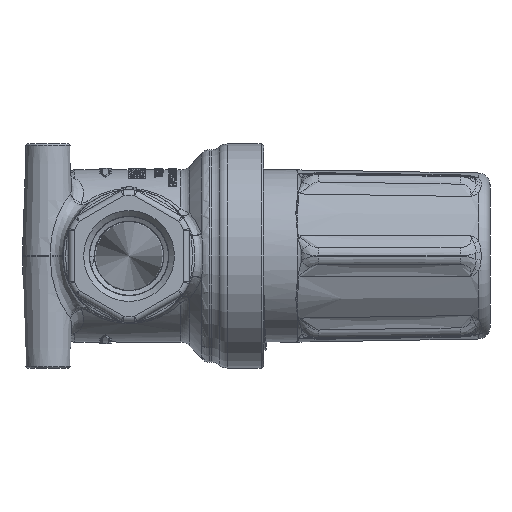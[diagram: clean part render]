
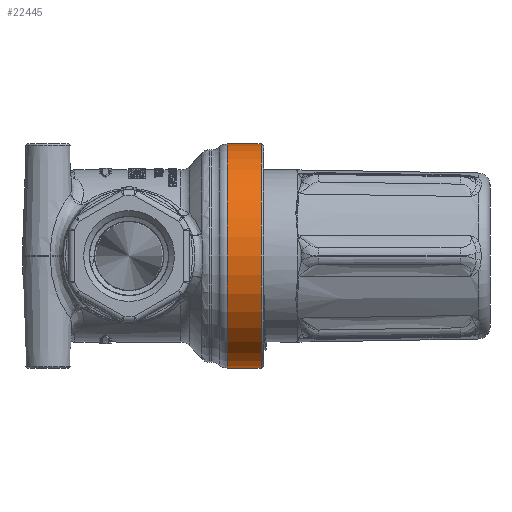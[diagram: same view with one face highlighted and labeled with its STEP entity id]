
A CAD part, left-side view. The second image highlights one B-rep face of the part: STEP entity #22445.
In plain terms, the highlighted cylindrical face has radius 30.099 mm (diameter 60.198 mm), a full revolution.
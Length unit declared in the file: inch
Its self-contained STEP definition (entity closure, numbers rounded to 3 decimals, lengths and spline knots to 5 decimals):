
#1490=CIRCLE('',#23963,1.185);
#1491=CIRCLE('',#23964,1.185);
#1492=CIRCLE('',#23965,1.185);
#1493=CIRCLE('',#23967,1.185);
#1494=CIRCLE('',#23968,1.185);
#1495=CIRCLE('',#23969,1.185);
#2366=CYLINDRICAL_SURFACE('',#23966,1.185);
#2571=FACE_OUTER_BOUND('',#3944,.T.);
#3944=EDGE_LOOP('',(#15345,#15346,#15347,#15348,#15349,#15350,#15351,#15352));
#6607=LINE('',#35362,#7964);
#7964=VECTOR('',#25985,1.185);
#9388=VERTEX_POINT('',#35353);
#9389=VERTEX_POINT('',#35355);
#9390=VERTEX_POINT('',#35357);
#9391=VERTEX_POINT('',#35361);
#9392=VERTEX_POINT('',#35363);
#9393=VERTEX_POINT('',#35365);
#11724=EDGE_CURVE('',#9388,#9389,#1490,.T.);
#11725=EDGE_CURVE('',#9389,#9390,#1491,.T.);
#11726=EDGE_CURVE('',#9390,#9388,#1492,.T.);
#11727=EDGE_CURVE('',#9390,#9391,#6607,.T.);
#11728=EDGE_CURVE('',#9392,#9391,#1493,.T.);
#11729=EDGE_CURVE('',#9393,#9392,#1494,.T.);
#11730=EDGE_CURVE('',#9391,#9393,#1495,.T.);
#15345=ORIENTED_EDGE('',*,*,#11725,.F.);
#15346=ORIENTED_EDGE('',*,*,#11724,.F.);
#15347=ORIENTED_EDGE('',*,*,#11726,.F.);
#15348=ORIENTED_EDGE('',*,*,#11727,.T.);
#15349=ORIENTED_EDGE('',*,*,#11728,.F.);
#15350=ORIENTED_EDGE('',*,*,#11729,.F.);
#15351=ORIENTED_EDGE('',*,*,#11730,.F.);
#15352=ORIENTED_EDGE('',*,*,#11727,.F.);
#22445=ADVANCED_FACE('',(#2571),#2366,.T.);
#23963=AXIS2_PLACEMENT_3D('',#35356,#25977,#25978);
#23964=AXIS2_PLACEMENT_3D('',#35358,#25979,#25980);
#23965=AXIS2_PLACEMENT_3D('',#35359,#25981,#25982);
#23966=AXIS2_PLACEMENT_3D('',#35360,#25983,#25984);
#23967=AXIS2_PLACEMENT_3D('',#35364,#25986,#25987);
#23968=AXIS2_PLACEMENT_3D('',#35366,#25988,#25989);
#23969=AXIS2_PLACEMENT_3D('',#35367,#25990,#25991);
#25977=DIRECTION('center_axis',(0.,1.,0.));
#25978=DIRECTION('ref_axis',(1.,0.,0.));
#25979=DIRECTION('center_axis',(0.,1.,0.));
#25980=DIRECTION('ref_axis',(1.,0.,0.));
#25981=DIRECTION('center_axis',(0.,1.,0.));
#25982=DIRECTION('ref_axis',(1.,0.,0.));
#25983=DIRECTION('center_axis',(0.,1.,0.));
#25984=DIRECTION('ref_axis',(-1.,0.,0.));
#25985=DIRECTION('',(0.,-1.,0.));
#25986=DIRECTION('center_axis',(0.,-1.,0.));
#25987=DIRECTION('ref_axis',(1.,0.,0.));
#25988=DIRECTION('center_axis',(0.,-1.,0.));
#25989=DIRECTION('ref_axis',(1.,0.,0.));
#25990=DIRECTION('center_axis',(0.,-1.,0.));
#25991=DIRECTION('ref_axis',(1.,0.,0.));
#35353=CARTESIAN_POINT('',(0.,-1.03678,-1.185));
#35355=CARTESIAN_POINT('',(-1.185,-1.03678,0.));
#35356=CARTESIAN_POINT('Origin',(0.,-1.03678,0.));
#35357=CARTESIAN_POINT('',(1.185,-1.03678,0.));
#35358=CARTESIAN_POINT('Origin',(0.,-1.03678,0.));
#35359=CARTESIAN_POINT('Origin',(0.,-1.03678,0.));
#35360=CARTESIAN_POINT('Origin',(0.,-1.205,0.));
#35361=CARTESIAN_POINT('',(1.185,-1.395,0.));
#35362=CARTESIAN_POINT('',(1.185,-1.205,0.));
#35363=CARTESIAN_POINT('',(0.,-1.395,-1.185));
#35364=CARTESIAN_POINT('Origin',(0.,-1.395,0.));
#35365=CARTESIAN_POINT('',(-1.185,-1.395,0.));
#35366=CARTESIAN_POINT('Origin',(0.,-1.395,0.));
#35367=CARTESIAN_POINT('Origin',(0.,-1.395,0.));
